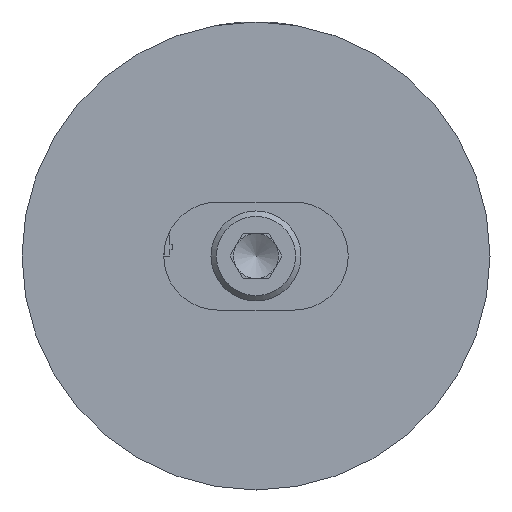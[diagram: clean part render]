
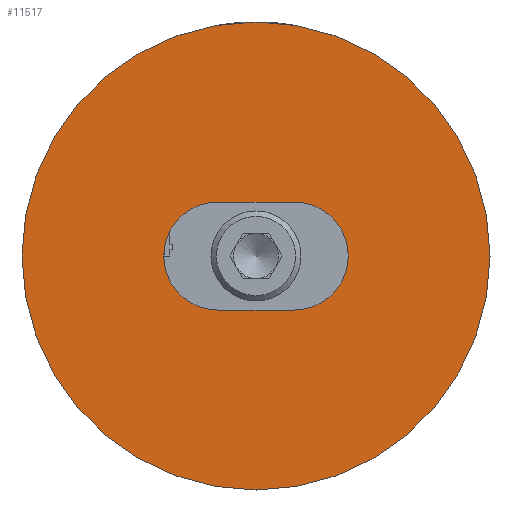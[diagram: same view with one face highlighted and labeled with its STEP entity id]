
A CAD part, front view. The second image highlights one B-rep face of the part: STEP entity #11517.
In plain terms, the highlighted planar face has unit normal (0, -1, 0).
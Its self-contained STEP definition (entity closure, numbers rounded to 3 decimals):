
#86 = CIRCLE ( 'NONE', #4628, 6. ) ;
#328 = VERTEX_POINT ( 'NONE', #17786 ) ;
#1137 = EDGE_CURVE ( 'NONE', #18028, #20368, #15789, .T. ) ;
#1446 = CARTESIAN_POINT ( 'NONE',  ( -4.25, 0., 6. ) ) ;
#1464 = DIRECTION ( 'NONE',  ( -1., 0., 0. ) ) ;
#2900 = CIRCLE ( 'NONE', #12766, 26. ) ;
#3207 = EDGE_CURVE ( 'NONE', #17028, #18028, #10106, .T. ) ;
#3267 = DIRECTION ( 'NONE',  ( 1., 0., 0. ) ) ;
#3725 = DIRECTION ( 'NONE',  ( 0., 1., 0. ) ) ;
#4001 = DIRECTION ( 'NONE',  ( 0., 1., 0. ) ) ;
#4013 = ORIENTED_EDGE ( 'NONE', *, *, #6851, .T. ) ;
#4176 = ORIENTED_EDGE ( 'NONE', *, *, #1137, .T. ) ;
#4360 = EDGE_LOOP ( 'NONE', ( #21763, #4176, #15093, #4013 ) ) ;
#4628 = AXIS2_PLACEMENT_3D ( 'NONE', #21841, #8028, #13388 ) ;
#5307 = VECTOR ( 'NONE', #3267, 1000. ) ;
#5592 = DIRECTION ( 'NONE',  ( 0., 0., 1. ) ) ;
#6851 = EDGE_CURVE ( 'NONE', #14060, #17028, #86, .T. ) ;
#7482 = PLANE ( 'NONE',  #12469 ) ;
#7863 = CARTESIAN_POINT ( 'NONE',  ( -4.25, 0., 0. ) ) ;
#8028 = DIRECTION ( 'NONE',  ( 0., 1., 0. ) ) ;
#8374 = CARTESIAN_POINT ( 'NONE',  ( 4.25, 0., 6. ) ) ;
#8499 = CARTESIAN_POINT ( 'NONE',  ( -4.25, 0., -6. ) ) ;
#9681 = FACE_OUTER_BOUND ( 'NONE', #13825, .T. ) ;
#10106 = LINE ( 'NONE', #8499, #11714 ) ;
#10590 = CARTESIAN_POINT ( 'NONE',  ( 0., 0., 0. ) ) ;
#11456 = EDGE_CURVE ( 'NONE', #328, #328, #2900, .T. ) ;
#11517 = ADVANCED_FACE ( 'NONE', ( #20173, #9681 ), #7482, .F. ) ;
#11714 = VECTOR ( 'NONE', #1464, 1000. ) ;
#12469 = AXIS2_PLACEMENT_3D ( 'NONE', #15916, #4001, #5592 ) ;
#12766 = AXIS2_PLACEMENT_3D ( 'NONE', #10590, #3725, #17521 ) ;
#13388 = DIRECTION ( 'NONE',  ( 0., 0., 1. ) ) ;
#13624 = EDGE_CURVE ( 'NONE', #20368, #14060, #15802, .T. ) ;
#13825 = EDGE_LOOP ( 'NONE', ( #16482 ) ) ;
#14060 = VERTEX_POINT ( 'NONE', #8374 ) ;
#14714 = CARTESIAN_POINT ( 'NONE',  ( -4.25, 0., 6. ) ) ;
#15093 = ORIENTED_EDGE ( 'NONE', *, *, #13624, .T. ) ;
#15472 = CARTESIAN_POINT ( 'NONE',  ( 4.25, 0., -6. ) ) ;
#15789 = CIRCLE ( 'NONE', #20142, 6. ) ;
#15802 = LINE ( 'NONE', #1446, #5307 ) ;
#15916 = CARTESIAN_POINT ( 'NONE',  ( 0., 0., 0. ) ) ;
#16482 = ORIENTED_EDGE ( 'NONE', *, *, #11456, .F. ) ;
#17028 = VERTEX_POINT ( 'NONE', #15472 ) ;
#17521 = DIRECTION ( 'NONE',  ( 0., 0., 1. ) ) ;
#17786 = CARTESIAN_POINT ( 'NONE',  ( 0., 0., 26. ) ) ;
#18028 = VERTEX_POINT ( 'NONE', #18523 ) ;
#18523 = CARTESIAN_POINT ( 'NONE',  ( -4.25, 0., -6. ) ) ;
#19753 = DIRECTION ( 'NONE',  ( 0., 1., 0. ) ) ;
#19832 = DIRECTION ( 'NONE',  ( 0., 0., 1. ) ) ;
#20142 = AXIS2_PLACEMENT_3D ( 'NONE', #7863, #19753, #19832 ) ;
#20173 = FACE_BOUND ( 'NONE', #4360, .T. ) ;
#20368 = VERTEX_POINT ( 'NONE', #14714 ) ;
#21763 = ORIENTED_EDGE ( 'NONE', *, *, #3207, .T. ) ;
#21841 = CARTESIAN_POINT ( 'NONE',  ( 4.25, 0., 0. ) ) ;
